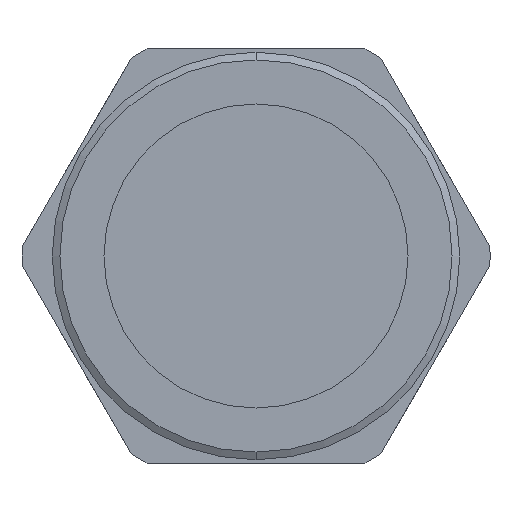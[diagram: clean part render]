
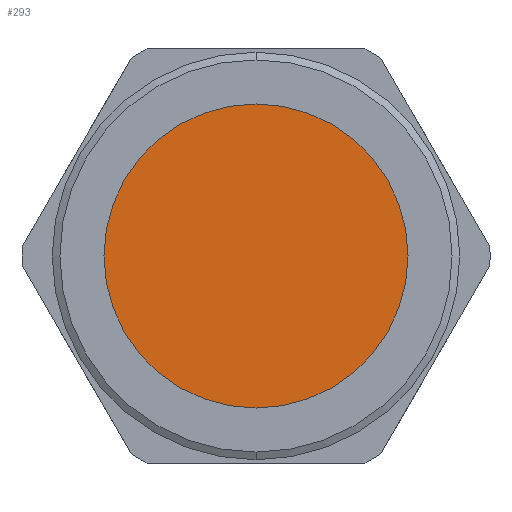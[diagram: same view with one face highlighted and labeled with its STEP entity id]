
A CAD part, front view. The second image highlights one B-rep face of the part: STEP entity #293.
In plain terms, the highlighted planar face has unit normal (0, -1, 0).
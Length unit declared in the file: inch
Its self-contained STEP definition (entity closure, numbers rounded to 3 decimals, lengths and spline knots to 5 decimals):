
#282 = ORIENTED_EDGE ( 'NONE', *, *, #688, .T. ) ;
#290 = ORIENTED_EDGE ( 'NONE', *, *, #291, .T. ) ;
#291 = EDGE_CURVE ( 'NONE', #681, #682, #1217, .T. ) ;
#292 = EDGE_LOOP ( 'NONE', ( #290, #282 ) ) ;
#293 = ADVANCED_FACE ( 'NONE', ( #1274 ), #1273, .F. ) ;
#681 = VERTEX_POINT ( 'NONE', #1947 ) ;
#682 = VERTEX_POINT ( 'NONE', #1946 ) ;
#688 = EDGE_CURVE ( 'NONE', #682, #681, #1996, .T. ) ;
#1217 = CIRCLE ( 'NONE', #1277, 0.345 ) ;
#1222 = CARTESIAN_POINT ( 'NONE',  ( 0., 0.26, 0. ) ) ;
#1269 = DIRECTION ( 'NONE',  ( 0., 0., 1. ) ) ;
#1270 = DIRECTION ( 'NONE',  ( 0., 1., 0. ) ) ;
#1271 = CARTESIAN_POINT ( 'NONE',  ( -0.345, 0.26, 0. ) ) ;
#1272 = AXIS2_PLACEMENT_3D ( 'NONE', #1271, #1270, #1269 ) ;
#1273 = PLANE ( 'NONE',  #1272 ) ;
#1274 = FACE_OUTER_BOUND ( 'NONE', #292, .T. ) ;
#1275 = DIRECTION ( 'NONE',  ( 0., 0., -1. ) ) ;
#1276 = DIRECTION ( 'NONE',  ( 0., -1., 0. ) ) ;
#1277 = AXIS2_PLACEMENT_3D ( 'NONE', #1222, #1276, #1275 ) ;
#1946 = CARTESIAN_POINT ( 'NONE',  ( 0., 0.26, 0.345 ) ) ;
#1947 = CARTESIAN_POINT ( 'NONE',  ( 0., 0.26, -0.345 ) ) ;
#1992 = DIRECTION ( 'NONE',  ( 0., 0., -1. ) ) ;
#1993 = DIRECTION ( 'NONE',  ( 0., -1., 0. ) ) ;
#1994 = CARTESIAN_POINT ( 'NONE',  ( 0., 0.26, 0. ) ) ;
#1995 = AXIS2_PLACEMENT_3D ( 'NONE', #1994, #1993, #1992 ) ;
#1996 = CIRCLE ( 'NONE', #1995, 0.345 ) ;
